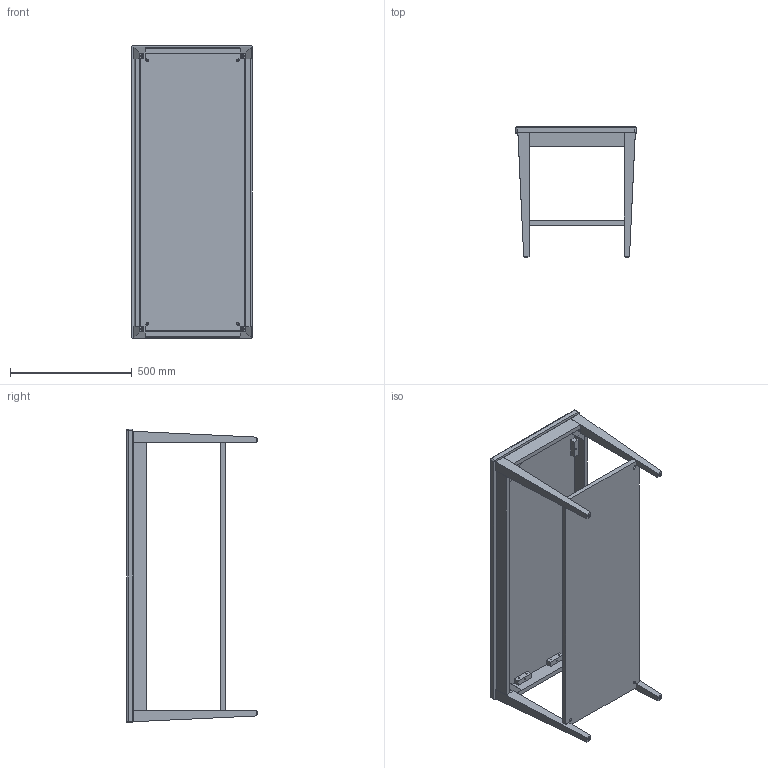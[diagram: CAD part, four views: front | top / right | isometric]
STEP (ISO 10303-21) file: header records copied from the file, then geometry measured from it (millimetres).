
FILE_DESCRIPTION(/* description */ (''),/* implementation_level */ '2;1');
FILE_NAME(/* name */ 'KT6C4820B2.stp',/* time_stamp */ '2019-05-22T15:26:12-04:00',/* author */ ('emehringer'),/* organization */ (''),/* preprocessor_version */ 'ST-DEVELOPER v16.13',/* originating_system */ 'Autodesk Inventor 2018',/* authorisation */ '');
FILE_SCHEMA (('AUTOMOTIVE_DESIGN { 1 0 10303 214 3 1 1 }'));
Length unit declared in the file: inch
Products named in the file (10): KT6C4820B2; KT6 APR ASM 2; KT6-02; KT6-01; CB 0T7; CLEAT01; KT6 SHELF 2; TOP B 2; OT6 LEG 1; GLIDE B1/2"
Assembly tree (29 placements, depth 3):
  KT6C4820B2
    KT6 APR ASM 2
      CLEAT01  x10
      KT6-02  x2
      KT6-01  x2
      CB 0T7  x4
    KT6 SHELF 2
    TOP B 2
    OT6 LEG 1  x4
    GLIDE B1/2"  x4
Bounding box: 495.3 x 538.1 x 1206.5 mm (x, y, z)
Volume: 31069430.2 mm3; surface area: 3236866.3 mm2
Topology: 28 solids, 28 shells, 362 faces, 790 edges, 516 vertices
Faces by surface type: plane 232, cylinder 118, sphere 4, cone 4, torus 4
Full cylindrical faces by diameter (mm): 1.803 x4, 4.762 x50, 9.525 x20, 11.112 x16, 12.471 x4, 22.225 x8
Entity records: 3963 total; most frequent: DIRECTION 678, CARTESIAN_POINT 602, ORIENTED_EDGE 514, EDGE_CURVE 257, AXIS2_PLACEMENT_3D 256, EDGE_LOOP 185, VERTEX_POINT 180, LINE 166
